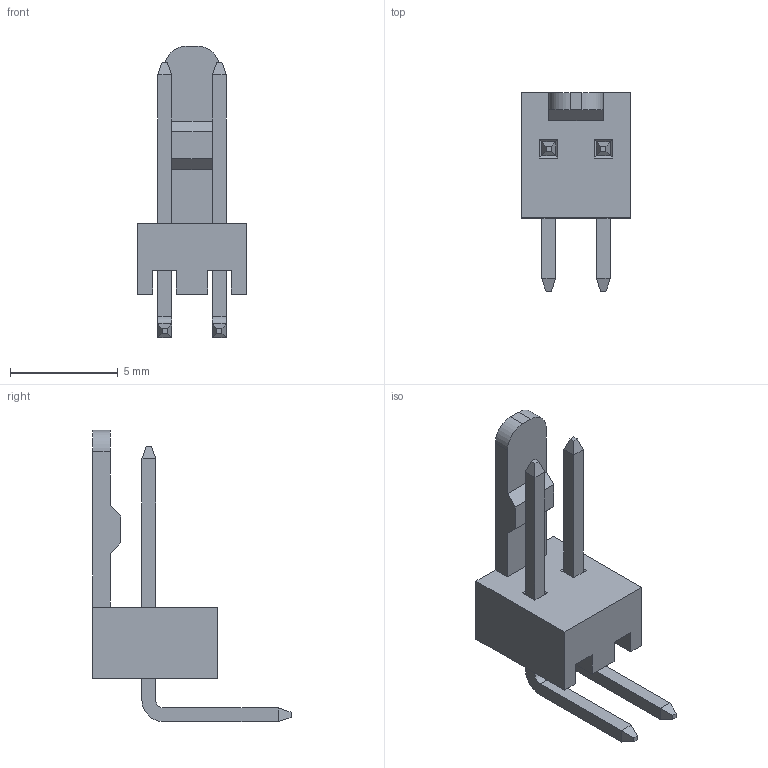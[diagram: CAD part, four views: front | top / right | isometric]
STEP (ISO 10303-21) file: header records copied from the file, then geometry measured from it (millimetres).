
FILE_DESCRIPTION (( 'STEP AP214' ), '1' );
FILE_NAME ('Connector Pin Male 2-pin 1-row 3A 250V Throughs hole Wurth Electronics 61900219521.STEP', '2018-02-12T16:12:49', ( '' ), ( '' ), 'SwSTEP 2.0', 'SolidWorks 2016', '' );
FILE_SCHEMA (( 'AUTOMOTIVE_DESIGN' ));
Length unit declared in the file: millimetre
Products named in the file (3): 6190xx1xx21_PIN; Connector Pin Male 2-pin 1-row 3A 250V Throughs hole Wurth Electronics 61900219521; 61900211121
Assembly tree (3 placements, depth 2):
  Connector Pin Male 2-pin 1-row 3A 250V Throughs hole Wurth Electronics 61900219521
    6190xx1xx21_PIN  x2
    61900211121
Bounding box: 5.08 x 9.2 x 13.52 mm (x, y, z)
Volume: 112.4 mm3; surface area: 323.7 mm2
Topology: 3 solids, 3 shells, 96 faces, 234 edges, 148 vertices
Faces by surface type: plane 90, cylinder 6
Entity records: 2384 total; most frequent: CARTESIAN_POINT 402, ORIENTED_EDGE 388, DIRECTION 370, EDGE_CURVE 194, LINE 186, VECTOR 186, VERTEX_POINT 124, AXIS2_PLACEMENT_3D 92
